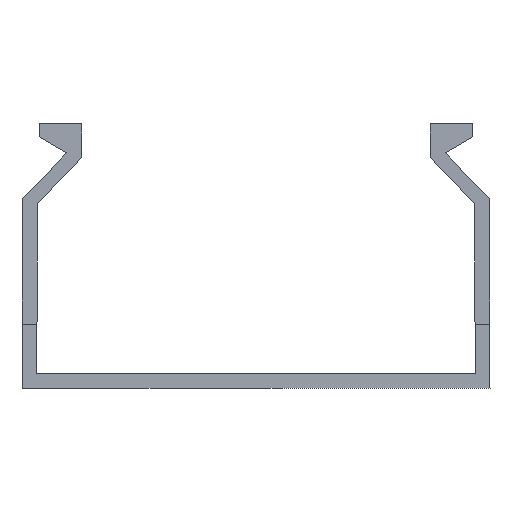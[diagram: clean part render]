
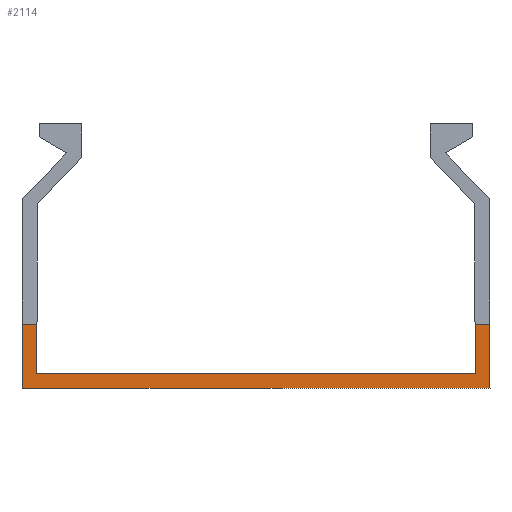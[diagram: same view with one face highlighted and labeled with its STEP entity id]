
A CAD part, front view. The second image highlights one B-rep face of the part: STEP entity #2114.
In plain terms, the highlighted planar face has unit normal (0, -1, 0).
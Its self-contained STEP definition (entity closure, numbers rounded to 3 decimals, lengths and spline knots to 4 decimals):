
#2114=ADVANCED_FACE('',(#7526),#4856,.T.);
#4856=PLANE('',#59521);
#7526=FACE_OUTER_BOUND('',#10338,.T.);
#10338=EDGE_LOOP('',(#20873,#20874,#20875,#20876,#20877,#20878,#20879,#20880));
#20873=ORIENTED_EDGE('',*,*,#40767,.F.);
#20874=ORIENTED_EDGE('',*,*,#39282,.T.);
#20875=ORIENTED_EDGE('',*,*,#39276,.T.);
#20876=ORIENTED_EDGE('',*,*,#39134,.F.);
#20877=ORIENTED_EDGE('',*,*,#40768,.F.);
#20878=ORIENTED_EDGE('',*,*,#40314,.T.);
#20879=ORIENTED_EDGE('',*,*,#40309,.F.);
#20880=ORIENTED_EDGE('',*,*,#40166,.F.);
#32081=VERTEX_POINT('',#86256);
#32082=VERTEX_POINT('',#86258);
#32223=VERTEX_POINT('',#86542);
#32228=VERTEX_POINT('',#86554);
#32818=VERTEX_POINT('',#88034);
#32819=VERTEX_POINT('',#88036);
#32961=VERTEX_POINT('',#88322);
#32965=VERTEX_POINT('',#88332);
#39134=EDGE_CURVE('',#32081,#32082,#47354,.T.);
#39276=EDGE_CURVE('',#32223,#32082,#47426,.T.);
#39282=EDGE_CURVE('',#32228,#32223,#47432,.T.);
#40166=EDGE_CURVE('',#32818,#32819,#48316,.T.);
#40309=EDGE_CURVE('',#32819,#32961,#48389,.T.);
#40314=EDGE_CURVE('',#32965,#32961,#48394,.T.);
#40767=EDGE_CURVE('',#32228,#32818,#48847,.T.);
#40768=EDGE_CURVE('',#32965,#32081,#48848,.T.);
#47354=LINE('',#86257,#55434);
#47426=LINE('',#86541,#55506);
#47432=LINE('',#86553,#55512);
#48316=LINE('',#88035,#56396);
#48389=LINE('',#88321,#56469);
#48394=LINE('',#88331,#56474);
#48847=LINE('',#89092,#56927);
#48848=LINE('',#89093,#56928);
#55434=VECTOR('',#69831,1.);
#55506=VECTOR('',#70045,1.);
#55512=VECTOR('',#70053,1.);
#56396=VECTOR('',#70951,1.);
#56469=VECTOR('',#71166,1.);
#56474=VECTOR('',#71173,1.);
#56927=VECTOR('',#71642,1.);
#56928=VECTOR('',#71643,1.);
#59521=AXIS2_PLACEMENT_3D('',#89094,#71644,#71645);
#69831=DIRECTION('',(0.004,0.,-1.));
#70045=DIRECTION('',(1.,0.,0.));
#70053=DIRECTION('',(-0.004,0.,-1.));
#70951=DIRECTION('',(-0.004,0.,-1.));
#71166=DIRECTION('',(1.,0.,0.));
#71173=DIRECTION('',(0.004,0.,-1.));
#71642=DIRECTION('',(1.,0.,-0.004));
#71643=DIRECTION('',(1.,0.,0.004));
#71644=DIRECTION('',(0.,-1.,0.));
#71645=DIRECTION('',(0.,0.,-1.));
#86256=CARTESIAN_POINT('',(0.874,0.,0.1848));
#86257=CARTESIAN_POINT('',(0.8719,0.,0.6549));
#86258=CARTESIAN_POINT('',(0.875,0.,-0.055));
#86541=CARTESIAN_POINT('',(-0.875,0.,-0.055));
#86542=CARTESIAN_POINT('',(-0.875,0.,-0.055));
#86553=CARTESIAN_POINT('',(-0.8719,0.,0.6549));
#86554=CARTESIAN_POINT('',(-0.874,0.,0.1848));
#88034=CARTESIAN_POINT('',(-0.819,0.,0.1845));
#88035=CARTESIAN_POINT('',(-0.817,0.,0.6347));
#88036=CARTESIAN_POINT('',(-0.8198,0.,0.));
#88321=CARTESIAN_POINT('',(-0.8198,0.,0.));
#88322=CARTESIAN_POINT('',(0.8198,0.,0.));
#88331=CARTESIAN_POINT('',(0.817,0.,0.6347));
#88332=CARTESIAN_POINT('',(0.819,0.,0.1845));
#89092=CARTESIAN_POINT('',(0.876,0.,0.1771));
#89093=CARTESIAN_POINT('',(0.874,0.,0.1848));
#89094=CARTESIAN_POINT('',(0.875,0.,-0.055));
